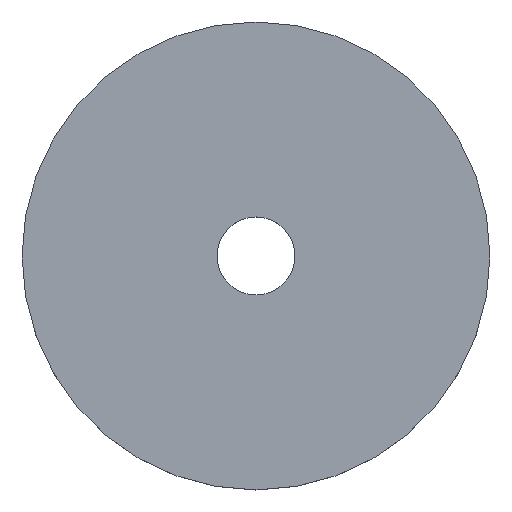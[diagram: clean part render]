
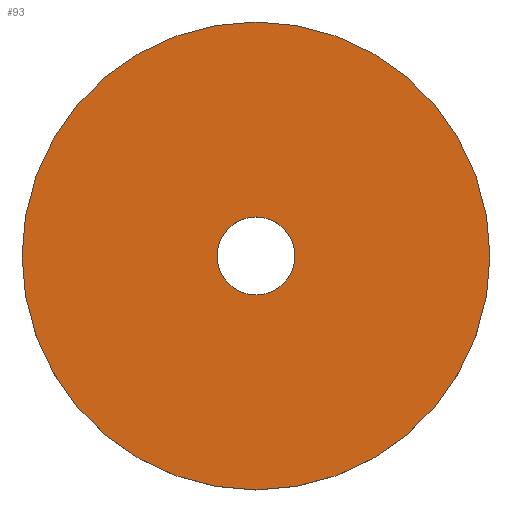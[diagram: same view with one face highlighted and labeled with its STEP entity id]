
A CAD part, top view. The second image highlights one B-rep face of the part: STEP entity #93.
In plain terms, the highlighted planar face has unit normal (0, 0, 1).
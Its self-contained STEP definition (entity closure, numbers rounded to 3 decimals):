
#22=PLANE('',#117);
#30=ORIENTED_EDGE('',*,*,#41,.F.);
#31=ORIENTED_EDGE('',*,*,#42,.T.);
#41=EDGE_CURVE('',#48,#48,#55,.T.);
#42=EDGE_CURVE('',#49,#49,#56,.T.);
#48=VERTEX_POINT('',#164);
#49=VERTEX_POINT('',#168);
#55=CIRCLE('',#115,2.25);
#56=CIRCLE('',#118,13.5);
#65=EDGE_LOOP('',(#30));
#66=EDGE_LOOP('',(#31));
#79=FACE_BOUND('',#65,.T.);
#80=FACE_BOUND('',#66,.T.);
#93=ADVANCED_FACE('',(#79,#80),#22,.T.);
#115=AXIS2_PLACEMENT_3D('',#163,#136,#137);
#117=AXIS2_PLACEMENT_3D('',#166,#140,#141);
#118=AXIS2_PLACEMENT_3D('',#167,#142,#143);
#136=DIRECTION('',(0.,0.,1.));
#137=DIRECTION('',(1.,0.,0.));
#140=DIRECTION('',(0.,0.,1.));
#141=DIRECTION('',(1.,0.,0.));
#142=DIRECTION('',(0.,0.,1.));
#143=DIRECTION('',(1.,0.,0.));
#163=CARTESIAN_POINT('',(0.,0.,4.));
#164=CARTESIAN_POINT('',(2.25,0.,4.));
#166=CARTESIAN_POINT('',(5.,0.,4.));
#167=CARTESIAN_POINT('',(0.,0.,4.));
#168=CARTESIAN_POINT('',(13.5,0.,4.));
